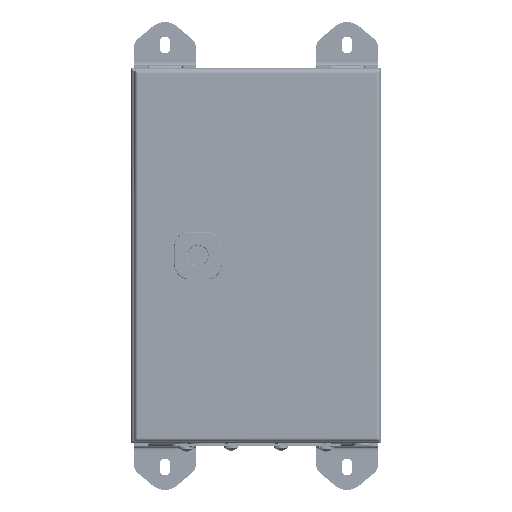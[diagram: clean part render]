
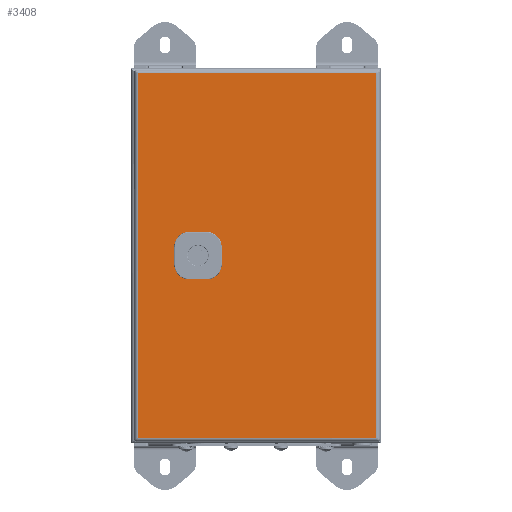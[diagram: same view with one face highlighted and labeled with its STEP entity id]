
A CAD part, top view. The second image highlights one B-rep face of the part: STEP entity #3408.
In plain terms, the highlighted planar face has unit normal (0, 0, 1).
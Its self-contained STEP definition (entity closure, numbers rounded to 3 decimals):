
#118 = VECTOR ( 'NONE', #49547, 1000. ) ;
#646 = EDGE_LOOP ( 'NONE', ( #2328, #29166, #63513, #47384, #33536, #64638, #62508, #17525 ) ) ;
#1582 = DIRECTION ( 'NONE',  ( 0., 0., 1. ) ) ;
#2119 = CARTESIAN_POINT ( 'NONE',  ( -58.15, 10.65, 0. ) ) ;
#2328 = ORIENTED_EDGE ( 'NONE', *, *, #47873, .F. ) ;
#2435 = LINE ( 'NONE', #26189, #16846 ) ;
#3408 = ADVANCED_FACE ( 'NONE', ( #25325, #53178 ), #29857, .T. ) ;
#3478 = CIRCLE ( 'NONE', #53995, 1. ) ;
#3716 = CARTESIAN_POINT ( 'NONE',  ( -57.15, 10.65, 0. ) ) ;
#7021 = DIRECTION ( 'NONE',  ( 1., 0., 0. ) ) ;
#8102 = EDGE_CURVE ( 'NONE', #52579, #73971, #35848, .T. ) ;
#8498 = VECTOR ( 'NONE', #25126, 1000. ) ;
#8839 = VECTOR ( 'NONE', #65897, 1000. ) ;
#9668 = LINE ( 'NONE', #33003, #118 ) ;
#10967 = CARTESIAN_POINT ( 'NONE',  ( -37.85, 10.65, 0. ) ) ;
#12043 = CARTESIAN_POINT ( 'NONE',  ( -57.15, 9.65, 0. ) ) ;
#12332 = AXIS2_PLACEMENT_3D ( 'NONE', #53547, #1582, #64473 ) ;
#14772 = CARTESIAN_POINT ( 'NONE',  ( -36.85, 9.65, 0. ) ) ;
#16366 = ORIENTED_EDGE ( 'NONE', *, *, #17883, .T. ) ;
#16846 = VECTOR ( 'NONE', #60806, 1000. ) ;
#17525 = ORIENTED_EDGE ( 'NONE', *, *, #60155, .T. ) ;
#17747 = DIRECTION ( 'NONE',  ( 1., 0., 0. ) ) ;
#17883 = EDGE_CURVE ( 'NONE', #51281, #49797, #2435, .T. ) ;
#18269 = VERTEX_POINT ( 'NONE', #24712 ) ;
#19242 = CARTESIAN_POINT ( 'NONE',  ( -95.5, 146., 0. ) ) ;
#19617 = VERTEX_POINT ( 'NONE', #31964 ) ;
#21946 = LINE ( 'NONE', #38132, #60563 ) ;
#24019 = DIRECTION ( 'NONE',  ( 0., 0., -1. ) ) ;
#24712 = CARTESIAN_POINT ( 'NONE',  ( -58.15, 9.65, 0. ) ) ;
#25126 = DIRECTION ( 'NONE',  ( 0., -1., 0. ) ) ;
#25325 = FACE_BOUND ( 'NONE', #646, .T. ) ;
#25367 = ORIENTED_EDGE ( 'NONE', *, *, #67941, .T. ) ;
#26189 = CARTESIAN_POINT ( 'NONE',  ( 95.5, -146.793, 0. ) ) ;
#27638 = CARTESIAN_POINT ( 'NONE',  ( -37.85, -10.65, 0. ) ) ;
#28159 = EDGE_CURVE ( 'NONE', #69068, #19617, #21946, .T. ) ;
#28716 = DIRECTION ( 'NONE',  ( 1., 0., 0. ) ) ;
#29166 = ORIENTED_EDGE ( 'NONE', *, *, #45943, .T. ) ;
#29857 = PLANE ( 'NONE',  #12332 ) ;
#31473 = VERTEX_POINT ( 'NONE', #60589 ) ;
#31656 = ORIENTED_EDGE ( 'NONE', *, *, #28159, .T. ) ;
#31964 = CARTESIAN_POINT ( 'NONE',  ( -95.5, -146., 0. ) ) ;
#32212 = CIRCLE ( 'NONE', #47815, 1. ) ;
#32555 = CIRCLE ( 'NONE', #68595, 1. ) ;
#33003 = CARTESIAN_POINT ( 'NONE',  ( -36.85, 10.65, 0. ) ) ;
#33474 = DIRECTION ( 'NONE',  ( 0., 1., 0. ) ) ;
#33536 = ORIENTED_EDGE ( 'NONE', *, *, #64023, .F. ) ;
#35848 = LINE ( 'NONE', #64051, #42852 ) ;
#36416 = CARTESIAN_POINT ( 'NONE',  ( -37.85, -9.65, 0. ) ) ;
#36517 = ORIENTED_EDGE ( 'NONE', *, *, #42179, .T. ) ;
#36932 = CARTESIAN_POINT ( 'NONE',  ( 96.293, 146., 0. ) ) ;
#38132 = CARTESIAN_POINT ( 'NONE',  ( -95.5, 146.793, 0. ) ) ;
#38463 = VERTEX_POINT ( 'NONE', #3716 ) ;
#41044 = CARTESIAN_POINT ( 'NONE',  ( -37.85, 9.65, 0. ) ) ;
#41405 = DIRECTION ( 'NONE',  ( 0., 0., -1. ) ) ;
#42141 = DIRECTION ( 'NONE',  ( 1., 0., 0. ) ) ;
#42179 = EDGE_CURVE ( 'NONE', #19617, #51281, #61790, .T. ) ;
#42852 = VECTOR ( 'NONE', #28716, 1000. ) ;
#43142 = EDGE_LOOP ( 'NONE', ( #25367, #31656, #36517, #16366 ) ) ;
#43311 = LINE ( 'NONE', #36932, #8839 ) ;
#43312 = DIRECTION ( 'NONE',  ( 0., 0., -1. ) ) ;
#44884 = DIRECTION ( 'NONE',  ( 0., -1., 0. ) ) ;
#45943 = EDGE_CURVE ( 'NONE', #18269, #38463, #32555, .T. ) ;
#46530 = VECTOR ( 'NONE', #67075, 1000. ) ;
#46694 = EDGE_CURVE ( 'NONE', #72375, #38463, #9668, .T. ) ;
#47384 = ORIENTED_EDGE ( 'NONE', *, *, #74319, .T. ) ;
#47815 = AXIS2_PLACEMENT_3D ( 'NONE', #41044, #41405, #17747 ) ;
#47873 = EDGE_CURVE ( 'NONE', #18269, #59679, #60859, .T. ) ;
#49547 = DIRECTION ( 'NONE',  ( -1., 0., 0. ) ) ;
#49797 = VERTEX_POINT ( 'NONE', #73115 ) ;
#51190 = CIRCLE ( 'NONE', #63231, 1. ) ;
#51281 = VERTEX_POINT ( 'NONE', #70144 ) ;
#52579 = VERTEX_POINT ( 'NONE', #70254 ) ;
#53178 = FACE_OUTER_BOUND ( 'NONE', #43142, .T. ) ;
#53547 = CARTESIAN_POINT ( 'NONE',  ( 0., 0., 0. ) ) ;
#53995 = AXIS2_PLACEMENT_3D ( 'NONE', #59503, #43312, #66277 ) ;
#54817 = EDGE_CURVE ( 'NONE', #31473, #73971, #51190, .T. ) ;
#57866 = VECTOR ( 'NONE', #33474, 1000. ) ;
#59503 = CARTESIAN_POINT ( 'NONE',  ( -57.15, -9.65, 0. ) ) ;
#59679 = VERTEX_POINT ( 'NONE', #73673 ) ;
#60155 = EDGE_CURVE ( 'NONE', #52579, #59679, #3478, .T. ) ;
#60563 = VECTOR ( 'NONE', #44884, 1000. ) ;
#60589 = CARTESIAN_POINT ( 'NONE',  ( -36.85, -9.65, 0. ) ) ;
#60806 = DIRECTION ( 'NONE',  ( 0., 1., 0. ) ) ;
#60859 = LINE ( 'NONE', #2119, #8498 ) ;
#61790 = LINE ( 'NONE', #73091, #46530 ) ;
#62508 = ORIENTED_EDGE ( 'NONE', *, *, #8102, .F. ) ;
#63166 = LINE ( 'NONE', #67340, #57866 ) ;
#63231 = AXIS2_PLACEMENT_3D ( 'NONE', #36416, #24019, #7021 ) ;
#63513 = ORIENTED_EDGE ( 'NONE', *, *, #46694, .F. ) ;
#64023 = EDGE_CURVE ( 'NONE', #31473, #64743, #63166, .T. ) ;
#64051 = CARTESIAN_POINT ( 'NONE',  ( -36.85, -10.65, 0. ) ) ;
#64473 = DIRECTION ( 'NONE',  ( 1., 0., 0. ) ) ;
#64638 = ORIENTED_EDGE ( 'NONE', *, *, #54817, .T. ) ;
#64743 = VERTEX_POINT ( 'NONE', #14772 ) ;
#65897 = DIRECTION ( 'NONE',  ( -1., 0., 0. ) ) ;
#66277 = DIRECTION ( 'NONE',  ( 1., 0., 0. ) ) ;
#67075 = DIRECTION ( 'NONE',  ( 1., 0., 0. ) ) ;
#67340 = CARTESIAN_POINT ( 'NONE',  ( -36.85, 10.65, 0. ) ) ;
#67941 = EDGE_CURVE ( 'NONE', #49797, #69068, #43311, .T. ) ;
#68595 = AXIS2_PLACEMENT_3D ( 'NONE', #12043, #70755, #42141 ) ;
#69068 = VERTEX_POINT ( 'NONE', #19242 ) ;
#70144 = CARTESIAN_POINT ( 'NONE',  ( 95.5, -146., 0. ) ) ;
#70254 = CARTESIAN_POINT ( 'NONE',  ( -57.15, -10.65, 0. ) ) ;
#70755 = DIRECTION ( 'NONE',  ( 0., 0., -1. ) ) ;
#72375 = VERTEX_POINT ( 'NONE', #10967 ) ;
#73091 = CARTESIAN_POINT ( 'NONE',  ( -96.293, -146., 0. ) ) ;
#73115 = CARTESIAN_POINT ( 'NONE',  ( 95.5, 146., 0. ) ) ;
#73673 = CARTESIAN_POINT ( 'NONE',  ( -58.15, -9.65, 0. ) ) ;
#73971 = VERTEX_POINT ( 'NONE', #27638 ) ;
#74319 = EDGE_CURVE ( 'NONE', #72375, #64743, #32212, .T. ) ;
